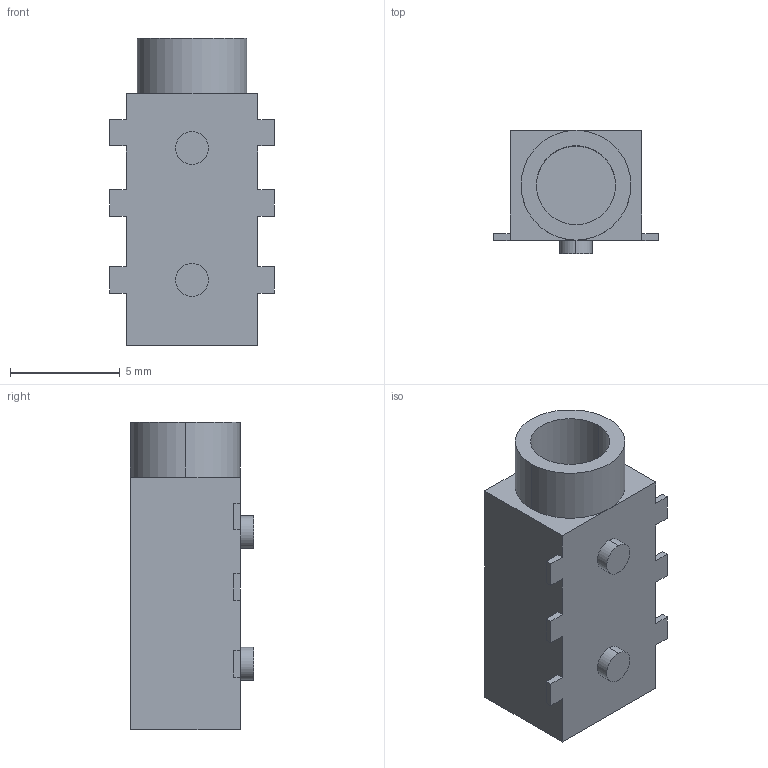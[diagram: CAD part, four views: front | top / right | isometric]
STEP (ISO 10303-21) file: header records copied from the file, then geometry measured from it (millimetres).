
FILE_DESCRIPTION (( 'STEP AP214' ), '1' );
FILE_NAME ('PJ-313D.STEP', '2017-06-29T04:33:25', ( '' ), ( '' ), 'SwSTEP 2.0', 'SolidWorks 2016', '' );
FILE_SCHEMA (( 'AUTOMOTIVE_DESIGN' ));
Length unit declared in the file: millimetre
Products named in the file (2): PJ-313D
Bounding box: 7.5 x 5.6 x 14 mm (x, y, z)
Volume: 270.6 mm3; surface area: 512.8 mm2
Topology: 1 solids, 1 shells, 43 faces, 112 edges, 74 vertices
Faces by surface type: plane 35, cylinder 8
Entity records: 1621 total; most frequent: CARTESIAN_POINT 231, ORIENTED_EDGE 224, DIRECTION 220, EDGE_CURVE 112, LINE 94, VECTOR 94, VERTEX_POINT 74, AXIS2_PLACEMENT_3D 63
